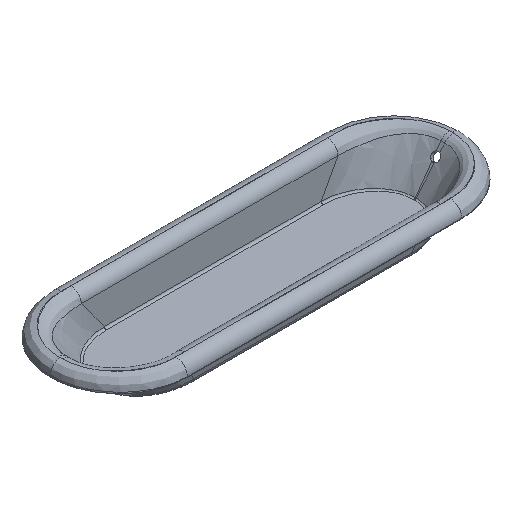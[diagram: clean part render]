
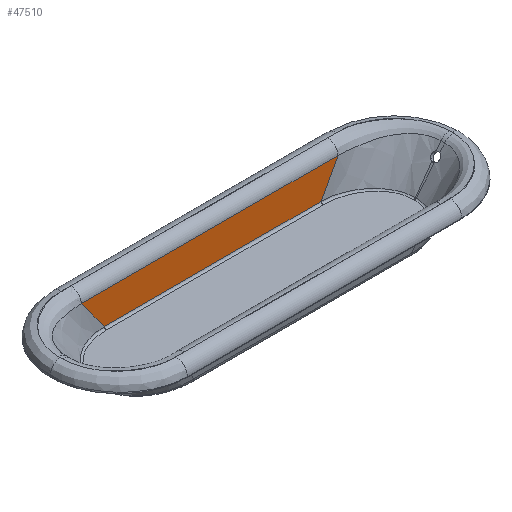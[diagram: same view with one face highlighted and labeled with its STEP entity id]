
A CAD part, isometric view. The second image highlights one B-rep face of the part: STEP entity #47510.
In plain terms, the highlighted planar face has unit normal (0, -0.995, 0.103).
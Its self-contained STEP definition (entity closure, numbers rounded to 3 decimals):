
#46740=CARTESIAN_POINT('',(17.974,70.646,
0.959));
#46750=VERTEX_POINT('',#46740);
#46780=CARTESIAN_POINT('',(0.,70.646,0.959));
#46790=DIRECTION('',(-1.,0.,0.));
#46800=VECTOR('',#46790,1.);
#46810=LINE('',#46780,#46800);
#46820=CARTESIAN_POINT('',(58.026,70.646,
0.959));
#46830=VERTEX_POINT('',#46820);
#46840=EDGE_CURVE('',#46830,#46750,#46810,.T.);
#47210=CARTESIAN_POINT('',(12.9,70.556,0.093));
#47220=DIRECTION('',(0.,0.995,-0.103));
#47230=DIRECTION('',(1.,-0.,0.));
#47240=AXIS2_PLACEMENT_3D('',#47210,#47220,#47230);
#47250=PLANE('',#47240);
#47260=CARTESIAN_POINT('',(9.464,71.899,
13.075));
#47270=DIRECTION('',(-0.573,0.084,
0.815));
#47280=VECTOR('',#47270,1.);
#47290=LINE('',#47260,#47280);
#47300=CARTESIAN_POINT('',(14.289,71.189,
6.206));
#47310=VERTEX_POINT('',#47300);
#47320=EDGE_CURVE('',#46750,#47310,#47290,.T.);
#47330=ORIENTED_EDGE('',*,*,#47320,.F.);
#47340=CARTESIAN_POINT('',(0.,71.189,6.206));
#47350=DIRECTION('',(1.,0.,-0.));
#47360=VECTOR('',#47350,1.);
#47370=LINE('',#47340,#47360);
#47380=CARTESIAN_POINT('',(61.711,71.189,
6.206));
#47390=VERTEX_POINT('',#47380);
#47400=EDGE_CURVE('',#47310,#47390,#47370,.T.);
#47410=ORIENTED_EDGE('',*,*,#47400,.F.);
#47420=CARTESIAN_POINT('',(66.536,71.899,
13.075));
#47430=DIRECTION('',(0.573,0.084,
0.815));
#47440=VECTOR('',#47430,1.);
#47450=LINE('',#47420,#47440);
#47460=EDGE_CURVE('',#46830,#47390,#47450,.T.);
#47470=ORIENTED_EDGE('',*,*,#47460,.T.);
#47480=ORIENTED_EDGE('',*,*,#46840,.F.);
#47490=EDGE_LOOP('',(#47480,#47470,#47410,#47330));
#47500=FACE_OUTER_BOUND('',#47490,.T.);
#47510=ADVANCED_FACE('',(#47500),#47250,.F.);
